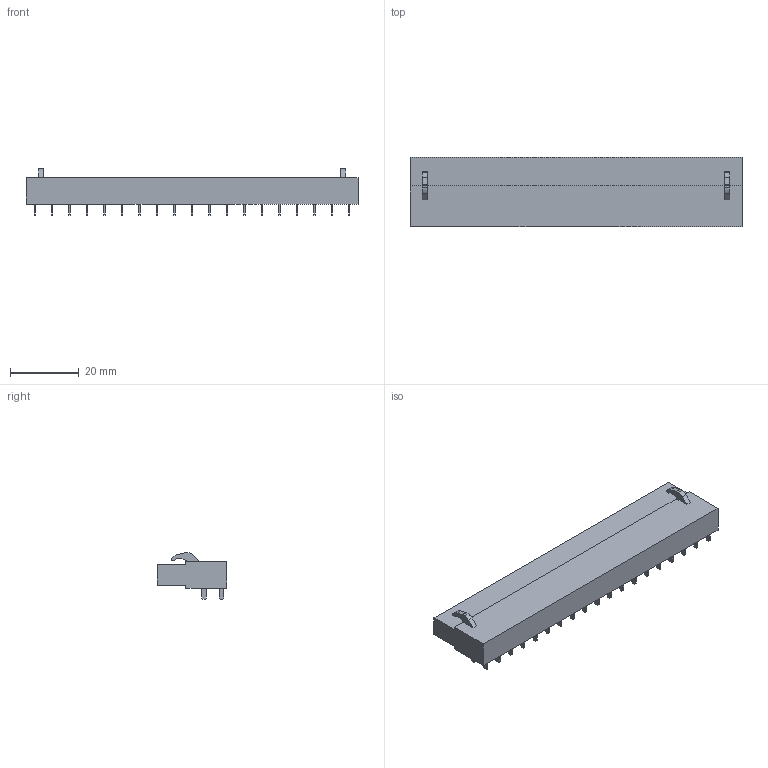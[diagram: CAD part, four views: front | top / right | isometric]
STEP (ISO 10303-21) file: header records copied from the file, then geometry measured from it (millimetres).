
FILE_DESCRIPTION(('CATIA V5 STEP Exchange','CAx-IF Rec.Pracs.--- Model Styling and Organization---1.2---2011-12-15'),'2;1');
FILE_NAME ('D1454274_0', '2018-09-01T03:02:47+00:00', ('none'), ('Weidmueller'), 'CATIA Version 5-6 Release 2014', 'CATIA V5 STEP AP214', 'none');
FILE_SCHEMA(('AUTOMOTIVE_DESIGN { 1 0 10303 214 1 1 1 1 }'));
Length unit declared in the file: millimetre
Products named in the file (1): 1648480000
Bounding box: 96.52 x 20.25 x 13.48 mm (x, y, z)
Volume: 13574.9 mm3; surface area: 6576.8 mm2
Topology: 39 solids, 39 shells, 597 faces, 1380 edges, 920 vertices
Faces by surface type: plane 545, cone 38, cylinder 14
Entity records: 15127 total; most frequent: ORIENTED_EDGE 2760, CARTESIAN_POINT 2660, DIRECTION 1984, EDGE_CURVE 1380, VECTOR 1238, LINE 1238, VERTEX_POINT 920, EDGE_LOOP 656
